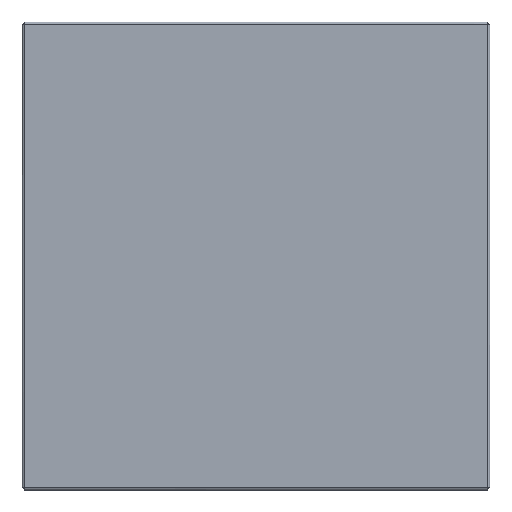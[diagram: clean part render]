
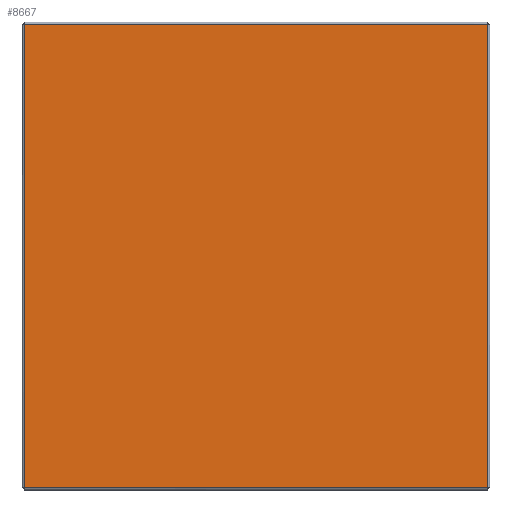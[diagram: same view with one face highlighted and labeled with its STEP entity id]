
A CAD part, top view. The second image highlights one B-rep face of the part: STEP entity #8667.
In plain terms, the highlighted planar face has unit normal (0, 0, 1).
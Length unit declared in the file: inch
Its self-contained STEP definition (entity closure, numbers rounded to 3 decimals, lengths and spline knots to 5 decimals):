
#108 = VERTEX_POINT ( 'NONE', #11008 ) ;
#116 = EDGE_CURVE ( 'NONE', #108, #11207, #5630, .T. ) ;
#665 = ORIENTED_EDGE ( 'NONE', *, *, #2315, .T. ) ;
#905 = DIRECTION ( 'NONE',  ( 0., -1., 0. ) ) ;
#1490 = CARTESIAN_POINT ( 'NONE',  ( 4.57605, 0.0896, 0.074 ) ) ;
#1651 = DIRECTION ( 'NONE',  ( 1., 0., 0. ) ) ;
#1771 = CARTESIAN_POINT ( 'NONE',  ( 0.0896, 13.54895, 0.074 ) ) ;
#2256 = LINE ( 'NONE', #4672, #7357 ) ;
#2315 = EDGE_CURVE ( 'NONE', #11207, #9583, #12455, .T. ) ;
#2474 = ORIENTED_EDGE ( 'NONE', *, *, #3829, .T. ) ;
#3097 = VECTOR ( 'NONE', #10946, 39.37008 ) ;
#3829 = EDGE_CURVE ( 'NONE', #9583, #10243, #8600, .T. ) ;
#4672 = CARTESIAN_POINT ( 'NONE',  ( 18.0354, 4.57605, 0.074 ) ) ;
#5402 = ORIENTED_EDGE ( 'NONE', *, *, #116, .T. ) ;
#5564 = CARTESIAN_POINT ( 'NONE',  ( 9.0625, 9.0625, 0.074 ) ) ;
#5630 = LINE ( 'NONE', #11114, #3097 ) ;
#6173 = CARTESIAN_POINT ( 'NONE',  ( 18.0354, 0.0896, 0.074 ) ) ;
#6539 = DIRECTION ( 'NONE',  ( 1., 0., 0. ) ) ;
#7357 = VECTOR ( 'NONE', #11464, 39.37008 ) ;
#7490 = PLANE ( 'NONE',  #8458 ) ;
#7749 = CARTESIAN_POINT ( 'NONE',  ( 0.0896, 18.0354, 0.074 ) ) ;
#8458 = AXIS2_PLACEMENT_3D ( 'NONE', #5564, #12354, #6539 ) ;
#8600 = LINE ( 'NONE', #1490, #10920 ) ;
#8667 = ADVANCED_FACE ( 'NONE', ( #12146 ), #7490, .T. ) ;
#9485 = ORIENTED_EDGE ( 'NONE', *, *, #11777, .T. ) ;
#9583 = VERTEX_POINT ( 'NONE', #11355 ) ;
#9607 = VECTOR ( 'NONE', #905, 39.37008 ) ;
#10243 = VERTEX_POINT ( 'NONE', #6173 ) ;
#10503 = EDGE_LOOP ( 'NONE', ( #9485, #5402, #665, #2474 ) ) ;
#10920 = VECTOR ( 'NONE', #1651, 39.37008 ) ;
#10946 = DIRECTION ( 'NONE',  ( -1., 0., 0. ) ) ;
#11008 = CARTESIAN_POINT ( 'NONE',  ( 18.0354, 18.0354, 0.074 ) ) ;
#11114 = CARTESIAN_POINT ( 'NONE',  ( 13.54895, 18.0354, 0.074 ) ) ;
#11207 = VERTEX_POINT ( 'NONE', #7749 ) ;
#11355 = CARTESIAN_POINT ( 'NONE',  ( 0.0896, 0.0896, 0.074 ) ) ;
#11464 = DIRECTION ( 'NONE',  ( 0., 1., 0. ) ) ;
#11777 = EDGE_CURVE ( 'NONE', #10243, #108, #2256, .T. ) ;
#12146 = FACE_OUTER_BOUND ( 'NONE', #10503, .T. ) ;
#12354 = DIRECTION ( 'NONE',  ( 0., 0., 1. ) ) ;
#12455 = LINE ( 'NONE', #1771, #9607 ) ;
